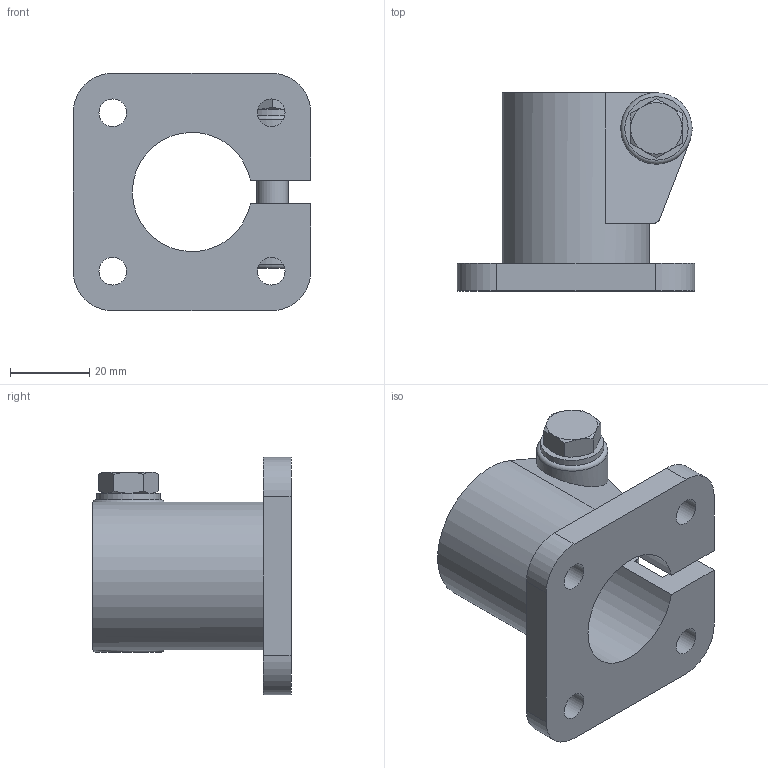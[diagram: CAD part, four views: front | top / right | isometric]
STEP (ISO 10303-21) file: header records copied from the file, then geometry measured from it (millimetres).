
FILE_DESCRIPTION( ( 'STEP AP214' ), '1' );
FILE_NAME( 'K0477.130.stp', '2020-12-08T09:54:25', ( '' ), ( '' ), ' ', 'PARTsolutions', ' ' );
FILE_SCHEMA( ( 'AUTOMOTIVE_DESIGN { 1 0 10303 214 1 1 1 1 }' ) );
Length unit declared in the file: millimetre
Products named in the file (1): _K0477.130
Bounding box: 60 x 50 x 60 mm (x, y, z)
Volume: 43718.1 mm3; surface area: 20582.6 mm2
Topology: 1 solids, 2 shells, 61 faces, 150 edges, 95 vertices
Faces by surface type: plane 28, cylinder 18, cone 13, torus 2
Full cylindrical faces by diameter (mm): 6.647 x1, 7 x4, 8 x1, 9 x1, 16 x1, 18 x2
Entity records: 2316 total; most frequent: CARTESIAN_POINT 424, DIRECTION 288, ORIENTED_EDGE 268, EDGE_CURVE 134, AXIS2_PLACEMENT_3D 116, VERTEX_POINT 92, EDGE_LOOP 86, FACE_OUTER_BOUND 73
